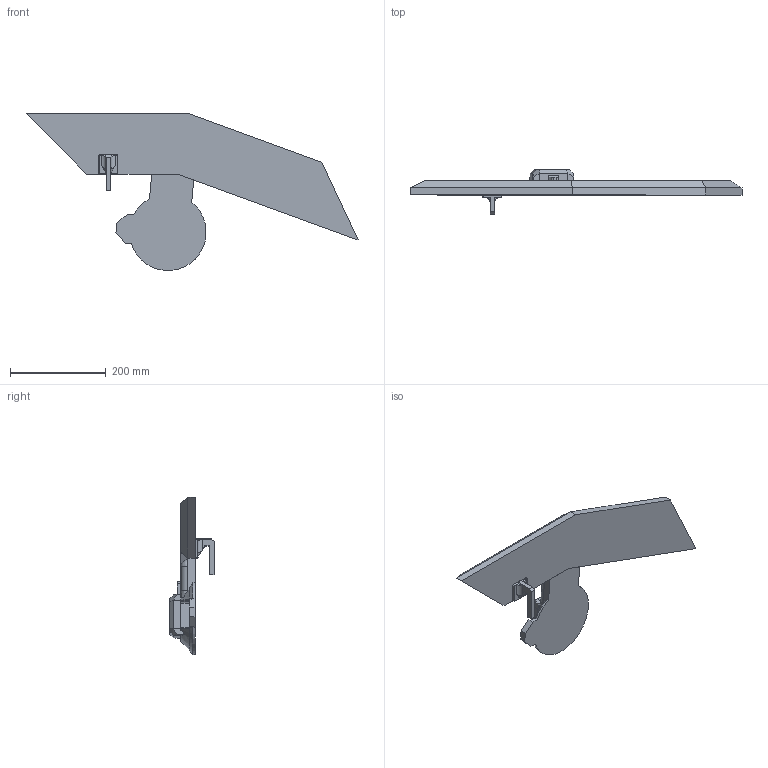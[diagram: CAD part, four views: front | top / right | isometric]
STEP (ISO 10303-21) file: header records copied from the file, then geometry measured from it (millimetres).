
FILE_DESCRIPTION (( 'STEP AP203' ), '1' );
FILE_NAME ('asm-all-disk.STEP', '2023-05-21T13:40:32', ( '' ), ( '' ), 'SwSTEP 2.0', 'SolidWorks 2022', '' );
FILE_SCHEMA (( 'CONFIG_CONTROL_DESIGN' ));
Length unit declared in the file: millimetre
Products named in the file (10): di-hand-holder; ots-finger-print; saki; di-reader-holder_finger-rader; asm-all-disk; di-body-2; ots-card-reader; ots-m5stack - コピー_hinji; di-reader-holder; di-body-1
Assembly tree (14 placements, depth 2):
  asm-all-disk
    di-body-1
    di-body-2
    saki
    di-hand-holder
    ots-finger-print
    ots-card-reader  x3
    di-reader-holder  x4
    di-reader-holder_finger-rader
    ots-m5stack - コピー_hinji
Bounding box: 694.16 x 93 x 328.27 mm (x, y, z)
Volume: 2455727 mm3; surface area: 403319.8 mm2
Topology: 14 solids, 14 shells, 665 faces, 1719 edges, 1115 vertices
Faces by surface type: plane 470, cylinder 180, cone 12, bspline 2, sphere 1
Entity records: 17095 total; most frequent: CARTESIAN_POINT 3008, ORIENTED_EDGE 2666, DIRECTION 2629, EDGE_CURVE 1333, LINE 1029, VECTOR 1029, VERTEX_POINT 859, AXIS2_PLACEMENT_3D 800
